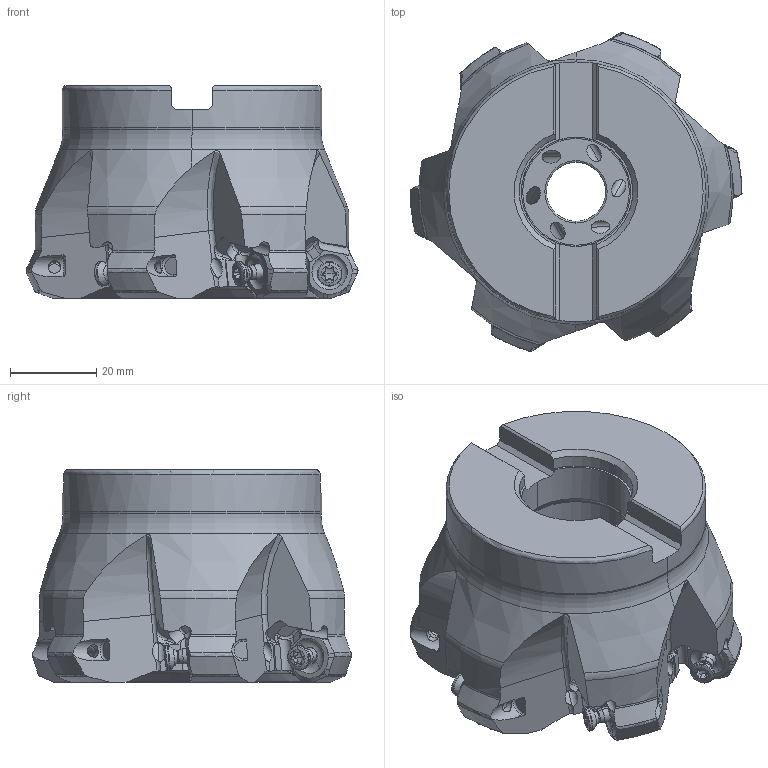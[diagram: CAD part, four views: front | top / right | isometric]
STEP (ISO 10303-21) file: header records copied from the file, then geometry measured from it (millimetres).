
FILE_DESCRIPTION(/* description */ (''),/* implementation_level */ '2;1');
FILE_NAME(/* name */ 'AHX475SUR2506CA.stp',/* time_stamp */ '2017-10-10T15:50:41+09:00',/* author */ (''),/* organization */ (''),/* preprocessor_version */ 'ST-DEVELOPER v16',/* originating_system */ 'SIEMENS PLM Software NX 10.0',/* authorisation */ '');
FILE_SCHEMA (('AUTOMOTIVE_DESIGN { 1 0 10303 214 3 1 1 1 }'));
Length unit declared in the file: millimetre
Products named in the file (1): AHX475SUR2506CA_ASM
Bounding box: 77.19 x 74.32 x 49.48 mm (x, y, z)
Volume: 126326.5 mm3; surface area: 24766.3 mm2
Topology: 7 solids, 7 shells, 833 faces, 2385 edges, 1555 vertices
Faces by surface type: cylinder 330, torus 178, plane 171, cone 82, extrusion 36, bspline 24, sphere 12
Entity records: 33816 total; most frequent: CARTESIAN_POINT 12324, ORIENTED_EDGE 4746, DIRECTION 4328, EDGE_CURVE 2373, AXIS2_PLACEMENT_3D 1821, VERTEX_POINT 1555, EDGE_LOOP 860, CIRCLE 850
